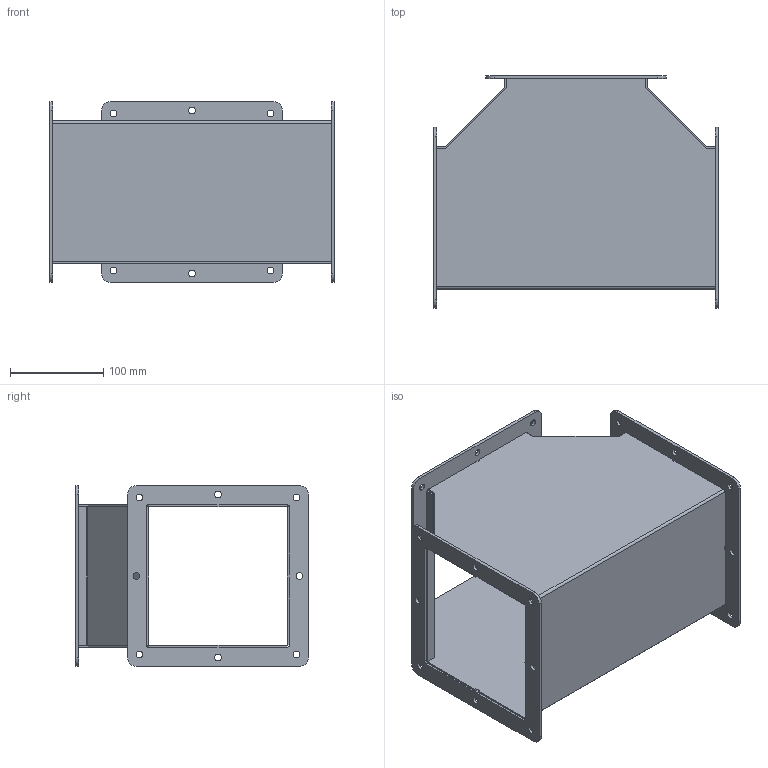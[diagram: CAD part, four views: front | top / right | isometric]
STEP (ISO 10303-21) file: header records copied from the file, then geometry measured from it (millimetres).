
FILE_DESCRIPTION((''),'2;1');
FILE_NAME('SSJWT6.stp','2013-01-02T08:30:24',('kadelman'),(''),'Autodesk Inventor 2012','Autodesk Inventor 2012','');
FILE_SCHEMA(('AUTOMOTIVE_DESIGN { 1 0 10303 214 1 1 1 1 }'));
Length unit declared in the file: inch
Products named in the file (5): SSJWT-assm; SSJWT6BB; SSJWT6TOP; SSJWT6S; SSJW6RINGP
Assembly tree (7 placements, depth 2):
  SSJWT-assm
    SSJWT6BB
    SSJWT6TOP
    SSJWT6S  x2
    SSJW6RINGP  x3
Bounding box: 304.8 x 249.24 x 193.68 mm (x, y, z)
Volume: 505296.8 mm3; surface area: 502179.6 mm2
Topology: 7 solids, 7 shells, 213 faces, 557 edges, 358 vertices
Faces by surface type: plane 155, cylinder 58
Full cylindrical faces by diameter (mm): 7.144 x24
Entity records: 3944 total; most frequent: CARTESIAN_POINT 642, DIRECTION 617, ORIENTED_EDGE 614, EDGE_CURVE 307, VECTOR 263, LINE 263, VERTEX_POINT 202, AXIS2_PLACEMENT_3D 177
